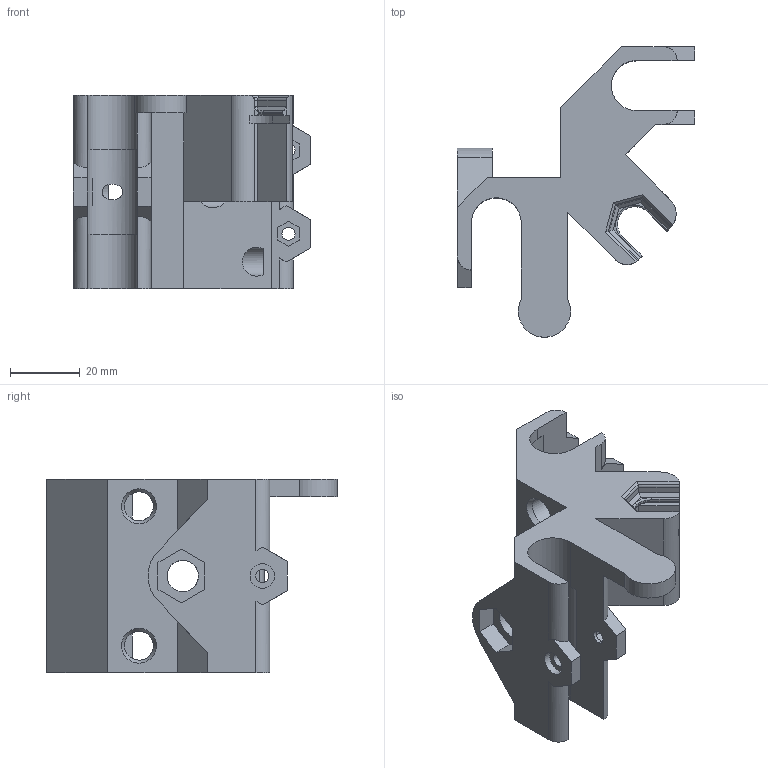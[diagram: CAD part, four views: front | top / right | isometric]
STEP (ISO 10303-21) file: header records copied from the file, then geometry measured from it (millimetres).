
FILE_DESCRIPTION(/* description */ ('Cycl_carroX'),/* implementation_level */ '2;1');
FILE_NAME(/* name */ 'G004154_Cycl_carroX.stp',/* time_stamp */ '2015-09-04T18:31:19+02:00',/* author */ ('jnazabal'),/* organization */ (''),/* preprocessor_version */ 'ST-DEVELOPER v15.6',/* originating_system */ 'Autodesk Inventor 2015',/* authorisation */ '');
FILE_SCHEMA (('AUTOMOTIVE_DESIGN { 1 0 10303 214 3 1 1 }'));
Length unit declared in the file: millimetre
Products named in the file (1): G004154_Cycl_carroX
Bounding box: 68.04 x 83.38 x 55.5 mm (x, y, z)
Volume: 71005.8 mm3; surface area: 25330.1 mm2
Topology: 1 solids, 1 shells, 165 faces, 459 edges, 300 vertices
Faces by surface type: plane 119, cylinder 42, cone 2, torus 2
Full cylindrical faces by diameter (mm): 3.75 x6, 7 x3, 8.3 x2, 9 x1
Entity records: 5248 total; most frequent: CARTESIAN_POINT 951, ORIENTED_EDGE 878, DIRECTION 874, EDGE_CURVE 439, LINE 330, VECTOR 330, VERTEX_POINT 295, AXIS2_PLACEMENT_3D 272
